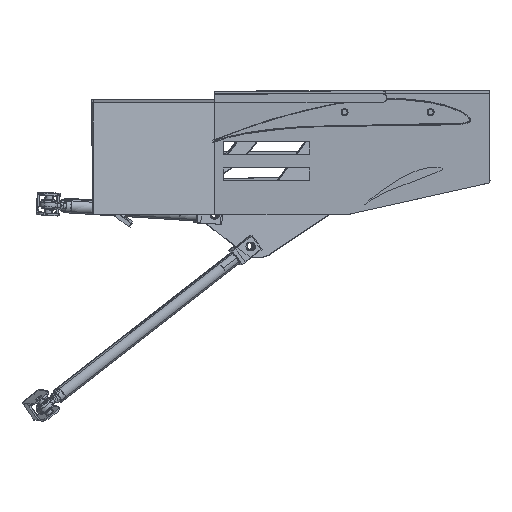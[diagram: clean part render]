
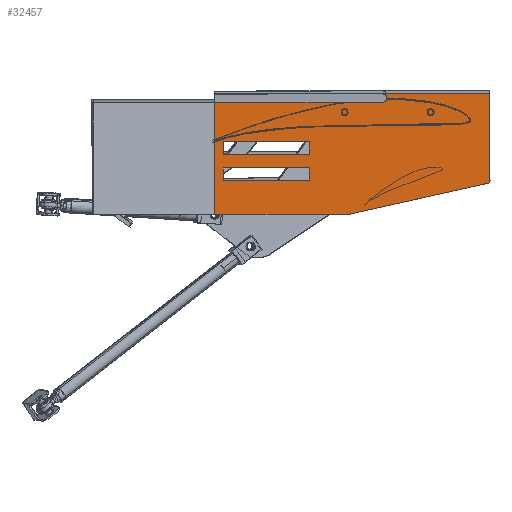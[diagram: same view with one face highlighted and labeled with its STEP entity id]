
A CAD part, left-side view. The second image highlights one B-rep face of the part: STEP entity #32457.
In plain terms, the highlighted planar face has unit normal (-1, 0, -0.002).
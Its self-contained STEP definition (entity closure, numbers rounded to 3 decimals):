
#32047=CARTESIAN_POINT('Vertex',(-137.934,-156.526,-69.274)) ;
#32050=CARTESIAN_POINT('Line Origine',(-137.934,-78.263,-69.274)) ;
#32054=CARTESIAN_POINT('Vertex',(-137.934,0.,-69.274)) ;
#32111=CARTESIAN_POINT('Vertex',(-137.934,0.,60.726)) ;
#32131=CARTESIAN_POINT('Line Origine',(-137.934,-238.263,-51.178)) ;
#32135=CARTESIAN_POINT('Vertex',(-137.934,-320.,-33.083)) ;
#32162=CARTESIAN_POINT('Line Origine',(-137.934,0.,-4.274)) ;
#32217=CARTESIAN_POINT('Vertex',(-137.934,-195.,60.726)) ;
#32227=CARTESIAN_POINT('Line Origine',(-137.934,-97.5,60.726)) ;
#32244=CARTESIAN_POINT('Axis2P3D Location',(-137.934,-195.,65.726)) ;
#32248=CARTESIAN_POINT('Vertex',(-137.934,-200.,65.726)) ;
#32279=CARTESIAN_POINT('Vertex',(-137.934,-320.,70.726)) ;
#32300=CARTESIAN_POINT('Vertex',(-137.934,-195.,70.726)) ;
#32303=CARTESIAN_POINT('Line Origine',(-137.934,-257.5,70.726)) ;
#32340=CARTESIAN_POINT('Axis2P3D Location',(-137.934,-195.,65.726)) ;
#32362=CARTESIAN_POINT('Line Origine',(-137.934,-320.,18.822)) ;
#32374=CARTESIAN_POINT('Axis2P3D Location',(-137.934,0.,-69.274)) ;
#32389=CARTESIAN_POINT('Line Origine',(-137.934,-109.913,7.822)) ;
#32393=CARTESIAN_POINT('Vertex',(-137.934,-109.913,15.322)) ;
#32395=CARTESIAN_POINT('Vertex',(-137.934,-109.913,0.322)) ;
#32398=CARTESIAN_POINT('Line Origine',(-137.934,-59.913,0.322)) ;
#32402=CARTESIAN_POINT('Vertex',(-137.934,-9.913,0.322)) ;
#32405=CARTESIAN_POINT('Line Origine',(-137.934,-9.913,7.822)) ;
#32409=CARTESIAN_POINT('Vertex',(-137.934,-9.913,15.322)) ;
#32412=CARTESIAN_POINT('Line Origine',(-137.934,-59.913,15.322)) ;
#32423=CARTESIAN_POINT('Line Origine',(-137.934,-59.913,-15.27)) ;
#32427=CARTESIAN_POINT('Vertex',(-137.934,-9.913,-15.27)) ;
#32429=CARTESIAN_POINT('Vertex',(-137.934,-109.913,-15.27)) ;
#32432=CARTESIAN_POINT('Line Origine',(-137.934,-109.913,-22.77)) ;
#32436=CARTESIAN_POINT('Vertex',(-137.934,-109.913,-30.27)) ;
#32439=CARTESIAN_POINT('Line Origine',(-137.934,-59.913,-30.27)) ;
#32443=CARTESIAN_POINT('Vertex',(-137.934,-9.913,-30.27)) ;
#32446=CARTESIAN_POINT('Line Origine',(-137.934,-9.913,-22.77)) ;
#32051=DIRECTION('Vector Direction',(0.,-1.,0.)) ;
#32132=DIRECTION('Vector Direction',(0.,-0.976,0.216)) ;
#32163=DIRECTION('Vector Direction',(0.,0.,1.)) ;
#32228=DIRECTION('Vector Direction',(0.,-1.,0.)) ;
#32245=DIRECTION('Axis2P3D Direction',(1.,0.,0.)) ;
#32304=DIRECTION('Vector Direction',(0.,1.,0.)) ;
#32341=DIRECTION('Axis2P3D Direction',(1.,0.,0.)) ;
#32363=DIRECTION('Vector Direction',(0.,0.,1.)) ;
#32375=DIRECTION('Axis2P3D Direction',(1.,0.,0.)) ;
#32376=DIRECTION('Axis2P3D XDirection',(0.,0.,1.)) ;
#32390=DIRECTION('Vector Direction',(0.,0.,-1.)) ;
#32399=DIRECTION('Vector Direction',(0.,1.,0.)) ;
#32406=DIRECTION('Vector Direction',(0.,0.,1.)) ;
#32413=DIRECTION('Vector Direction',(0.,-1.,0.)) ;
#32424=DIRECTION('Vector Direction',(0.,1.,0.)) ;
#32433=DIRECTION('Vector Direction',(0.,0.,-1.)) ;
#32440=DIRECTION('Vector Direction',(0.,-1.,0.)) ;
#32447=DIRECTION('Vector Direction',(0.,0.,1.)) ;
#32246=AXIS2_PLACEMENT_3D('Circle Axis2P3D',#32244,#32245,$) ;
#32342=AXIS2_PLACEMENT_3D('Circle Axis2P3D',#32340,#32341,$) ;
#32377=AXIS2_PLACEMENT_3D('Plane Axis2P3D',#32374,#32375,#32376) ;
#32380=ORIENTED_EDGE('',*,*,#32250,.T.) ;
#32381=ORIENTED_EDGE('',*,*,#32231,.T.) ;
#32382=ORIENTED_EDGE('',*,*,#32166,.F.) ;
#32383=ORIENTED_EDGE('',*,*,#32056,.T.) ;
#32384=ORIENTED_EDGE('',*,*,#32137,.T.) ;
#32385=ORIENTED_EDGE('',*,*,#32366,.T.) ;
#32386=ORIENTED_EDGE('',*,*,#32307,.F.) ;
#32387=ORIENTED_EDGE('',*,*,#32344,.T.) ;
#32418=ORIENTED_EDGE('',*,*,#32397,.T.) ;
#32419=ORIENTED_EDGE('',*,*,#32404,.T.) ;
#32420=ORIENTED_EDGE('',*,*,#32411,.T.) ;
#32421=ORIENTED_EDGE('',*,*,#32416,.T.) ;
#32452=ORIENTED_EDGE('',*,*,#32431,.T.) ;
#32453=ORIENTED_EDGE('',*,*,#32438,.T.) ;
#32454=ORIENTED_EDGE('',*,*,#32445,.T.) ;
#32455=ORIENTED_EDGE('',*,*,#32450,.T.) ;
#32422=FACE_BOUND('',#32417,.T.) ;
#32456=FACE_BOUND('',#32451,.T.) ;
#32052=VECTOR('Line Direction',#32051,1.) ;
#32133=VECTOR('Line Direction',#32132,1.) ;
#32164=VECTOR('Line Direction',#32163,1.) ;
#32229=VECTOR('Line Direction',#32228,1.) ;
#32305=VECTOR('Line Direction',#32304,1.) ;
#32364=VECTOR('Line Direction',#32363,1.) ;
#32391=VECTOR('Line Direction',#32390,1.) ;
#32400=VECTOR('Line Direction',#32399,1.) ;
#32407=VECTOR('Line Direction',#32406,1.) ;
#32414=VECTOR('Line Direction',#32413,1.) ;
#32425=VECTOR('Line Direction',#32424,1.) ;
#32434=VECTOR('Line Direction',#32433,1.) ;
#32441=VECTOR('Line Direction',#32440,1.) ;
#32448=VECTOR('Line Direction',#32447,1.) ;
#32457=ADVANCED_FACE('',(#32388,#32422,#32456),#32378,.F.) ;
#32247=CIRCLE('generated circle',#32246,5.) ;
#32343=CIRCLE('generated circle',#32342,5.) ;
#32056=EDGE_CURVE('',#32055,#32048,#32053,.T.) ;
#32137=EDGE_CURVE('',#32048,#32136,#32134,.T.) ;
#32166=EDGE_CURVE('',#32055,#32112,#32165,.T.) ;
#32231=EDGE_CURVE('',#32218,#32112,#32230,.F.) ;
#32250=EDGE_CURVE('',#32249,#32218,#32247,.T.) ;
#32307=EDGE_CURVE('',#32301,#32280,#32306,.F.) ;
#32344=EDGE_CURVE('',#32301,#32249,#32343,.T.) ;
#32366=EDGE_CURVE('',#32136,#32280,#32365,.T.) ;
#32397=EDGE_CURVE('',#32394,#32396,#32392,.T.) ;
#32404=EDGE_CURVE('',#32396,#32403,#32401,.T.) ;
#32411=EDGE_CURVE('',#32403,#32410,#32408,.T.) ;
#32416=EDGE_CURVE('',#32410,#32394,#32415,.T.) ;
#32431=EDGE_CURVE('',#32428,#32430,#32426,.F.) ;
#32438=EDGE_CURVE('',#32430,#32437,#32435,.T.) ;
#32445=EDGE_CURVE('',#32437,#32444,#32442,.F.) ;
#32450=EDGE_CURVE('',#32444,#32428,#32449,.T.) ;
#32379=EDGE_LOOP('',(#32380,#32381,#32382,#32383,#32384,#32385,#32386,#32387)) ;
#32417=EDGE_LOOP('',(#32418,#32419,#32420,#32421)) ;
#32451=EDGE_LOOP('',(#32452,#32453,#32454,#32455)) ;
#32388=FACE_OUTER_BOUND('',#32379,.T.) ;
#32053=LINE('Line',#32050,#32052) ;
#32134=LINE('Line',#32131,#32133) ;
#32165=LINE('Line',#32162,#32164) ;
#32230=LINE('Line',#32227,#32229) ;
#32306=LINE('Line',#32303,#32305) ;
#32365=LINE('Line',#32362,#32364) ;
#32392=LINE('Line',#32389,#32391) ;
#32401=LINE('Line',#32398,#32400) ;
#32408=LINE('Line',#32405,#32407) ;
#32415=LINE('Line',#32412,#32414) ;
#32426=LINE('Line',#32423,#32425) ;
#32435=LINE('Line',#32432,#32434) ;
#32442=LINE('Line',#32439,#32441) ;
#32449=LINE('Line',#32446,#32448) ;
#32378=PLANE('Plane',#32377) ;
#32048=VERTEX_POINT('',#32047) ;
#32055=VERTEX_POINT('',#32054) ;
#32112=VERTEX_POINT('',#32111) ;
#32136=VERTEX_POINT('',#32135) ;
#32218=VERTEX_POINT('',#32217) ;
#32249=VERTEX_POINT('',#32248) ;
#32280=VERTEX_POINT('',#32279) ;
#32301=VERTEX_POINT('',#32300) ;
#32394=VERTEX_POINT('',#32393) ;
#32396=VERTEX_POINT('',#32395) ;
#32403=VERTEX_POINT('',#32402) ;
#32410=VERTEX_POINT('',#32409) ;
#32428=VERTEX_POINT('',#32427) ;
#32430=VERTEX_POINT('',#32429) ;
#32437=VERTEX_POINT('',#32436) ;
#32444=VERTEX_POINT('',#32443) ;
